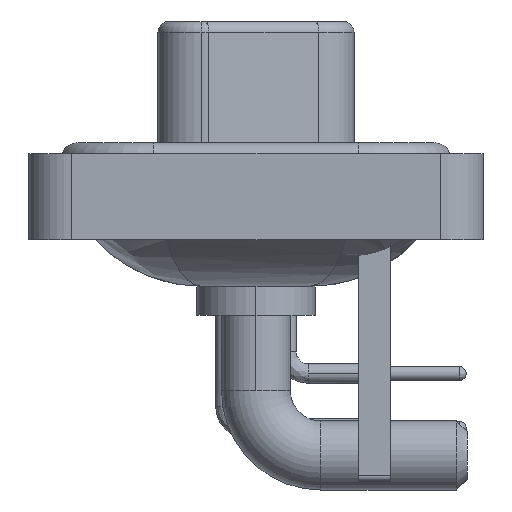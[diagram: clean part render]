
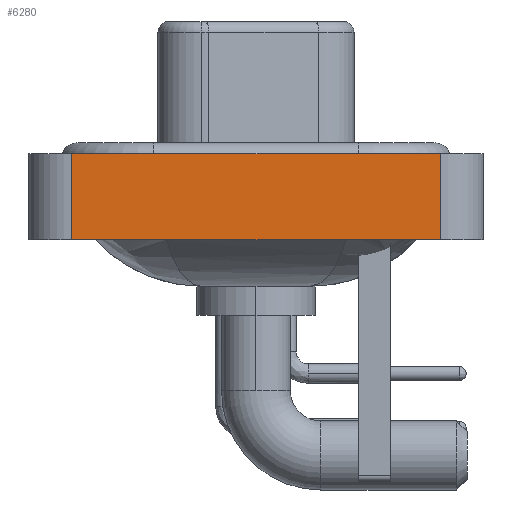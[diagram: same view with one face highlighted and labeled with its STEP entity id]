
A CAD part, left-side view. The second image highlights one B-rep face of the part: STEP entity #6280.
In plain terms, the highlighted planar face has unit normal (-1, 0, 0).
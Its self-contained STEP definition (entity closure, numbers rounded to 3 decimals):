
#75 = DIRECTION ( 'NONE',  ( -1., 0., 0. ) ) ;
#202 = PLANE ( 'NONE',  #20844 ) ;
#1659 = LINE ( 'NONE', #3683, #12282 ) ;
#1676 = DIRECTION ( 'NONE',  ( 0., 0., 1. ) ) ;
#2076 = VECTOR ( 'NONE', #1676, 1000. ) ;
#3357 = CARTESIAN_POINT ( 'NONE',  ( -7.35, -8.55, -3.6 ) ) ;
#3367 = CARTESIAN_POINT ( 'NONE',  ( -7.35, -8.55, 0.4 ) ) ;
#3626 = EDGE_CURVE ( 'NONE', #25988, #5524, #9554, .T. ) ;
#3683 = CARTESIAN_POINT ( 'NONE',  ( -7.35, -8.55, -3.6 ) ) ;
#3811 = VECTOR ( 'NONE', #26688, 1000. ) ;
#5524 = VERTEX_POINT ( 'NONE', #20662 ) ;
#6280 = ADVANCED_FACE ( 'NONE', ( #10829 ), #202, .T. ) ;
#6483 = VECTOR ( 'NONE', #7147, 1000. ) ;
#7147 = DIRECTION ( 'NONE',  ( 0., -1., 0. ) ) ;
#7872 = VERTEX_POINT ( 'NONE', #15461 ) ;
#8747 = ORIENTED_EDGE ( 'NONE', *, *, #19486, .T. ) ;
#8861 = EDGE_CURVE ( 'NONE', #25988, #14787, #1659, .T. ) ;
#9554 = LINE ( 'NONE', #22073, #2076 ) ;
#10736 = CARTESIAN_POINT ( 'NONE',  ( -7.35, 8.55, -3.6 ) ) ;
#10829 = FACE_OUTER_BOUND ( 'NONE', #15286, .T. ) ;
#11527 = LINE ( 'NONE', #3367, #6483 ) ;
#12282 = VECTOR ( 'NONE', #14029, 1000. ) ;
#12835 = ORIENTED_EDGE ( 'NONE', *, *, #8861, .T. ) ;
#14029 = DIRECTION ( 'NONE',  ( 0., -1., 0. ) ) ;
#14787 = VERTEX_POINT ( 'NONE', #3357 ) ;
#14812 = ORIENTED_EDGE ( 'NONE', *, *, #16992, .F. ) ;
#15286 = EDGE_LOOP ( 'NONE', ( #8747, #14812, #18151, #12835 ) ) ;
#15461 = CARTESIAN_POINT ( 'NONE',  ( -7.35, -8.55, 0.4 ) ) ;
#16819 = CARTESIAN_POINT ( 'NONE',  ( -7.35, -8.55, -3.6 ) ) ;
#16992 = EDGE_CURVE ( 'NONE', #5524, #7872, #11527, .T. ) ;
#18008 = CARTESIAN_POINT ( 'NONE',  ( -7.35, -8.55, -3.6 ) ) ;
#18151 = ORIENTED_EDGE ( 'NONE', *, *, #3626, .F. ) ;
#19486 = EDGE_CURVE ( 'NONE', #14787, #7872, #22350, .T. ) ;
#20662 = CARTESIAN_POINT ( 'NONE',  ( -7.35, 8.55, 0.4 ) ) ;
#20844 = AXIS2_PLACEMENT_3D ( 'NONE', #16819, #75, #20887 ) ;
#20887 = DIRECTION ( 'NONE',  ( 0., 0., 1. ) ) ;
#22073 = CARTESIAN_POINT ( 'NONE',  ( -7.35, 8.55, -3.6 ) ) ;
#22350 = LINE ( 'NONE', #18008, #3811 ) ;
#25988 = VERTEX_POINT ( 'NONE', #10736 ) ;
#26688 = DIRECTION ( 'NONE',  ( 0., 0., 1. ) ) ;
